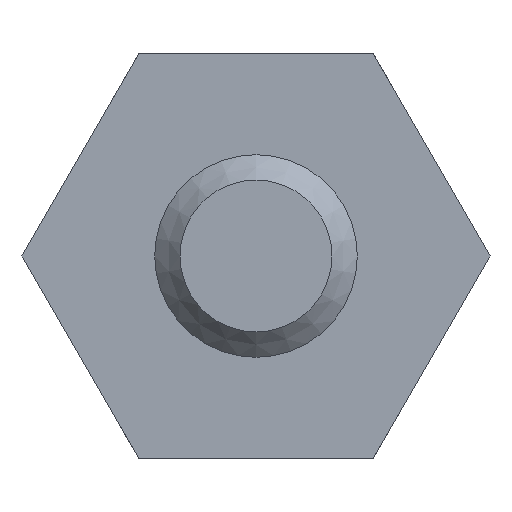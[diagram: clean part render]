
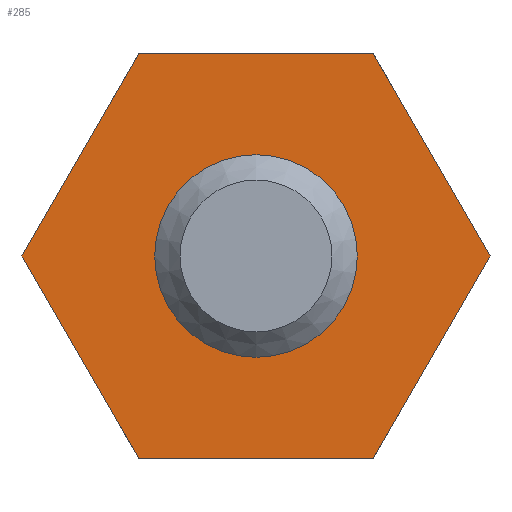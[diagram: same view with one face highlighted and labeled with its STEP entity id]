
A CAD part, left-side view. The second image highlights one B-rep face of the part: STEP entity #285.
In plain terms, the highlighted planar face has unit normal (-1, 0, 0).
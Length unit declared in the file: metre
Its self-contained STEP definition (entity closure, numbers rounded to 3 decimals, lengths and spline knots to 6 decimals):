
#34=CIRCLE('',#322,0.003175);
#38=LINE('',#419,#56);
#42=LINE('',#451,#60);
#44=LINE('',#463,#62);
#47=LINE('',#485,#65);
#51=LINE('',#517,#69);
#53=LINE('',#529,#71);
#56=VECTOR('',#339,1.);
#60=VECTOR('',#345,1.);
#62=VECTOR('',#349,1.);
#65=VECTOR('',#354,1.);
#69=VECTOR('',#360,1.);
#71=VECTOR('',#364,1.);
#121=ORIENTED_EDGE('',*,*,#187,.T.);
#122=ORIENTED_EDGE('',*,*,#153,.F.);
#123=ORIENTED_EDGE('',*,*,#178,.F.);
#124=ORIENTED_EDGE('',*,*,#175,.F.);
#125=ORIENTED_EDGE('',*,*,#168,.F.);
#126=ORIENTED_EDGE('',*,*,#163,.F.);
#127=ORIENTED_EDGE('',*,*,#160,.F.);
#153=EDGE_CURVE('',#192,#193,#38,.T.);
#160=EDGE_CURVE('',#193,#199,#42,.T.);
#163=EDGE_CURVE('',#199,#201,#44,.T.);
#168=EDGE_CURVE('',#201,#205,#47,.T.);
#175=EDGE_CURVE('',#205,#211,#51,.T.);
#178=EDGE_CURVE('',#211,#192,#53,.T.);
#187=EDGE_CURVE('',#214,#214,#34,.T.);
#192=VERTEX_POINT('',#418);
#193=VERTEX_POINT('',#420);
#199=VERTEX_POINT('',#452);
#201=VERTEX_POINT('',#464);
#205=VERTEX_POINT('',#486);
#211=VERTEX_POINT('',#518);
#214=VERTEX_POINT('',#548);
#236=EDGE_LOOP('',(#121));
#237=EDGE_LOOP('',(#122,#123,#124,#125,#126,#127));
#256=FACE_BOUND('',#236,.T.);
#257=FACE_BOUND('',#237,.T.);
#276=PLANE('',#321);
#285=ADVANCED_FACE('',(#256,#257),#276,.F.);
#321=AXIS2_PLACEMENT_3D('',#546,#380,#381);
#322=AXIS2_PLACEMENT_3D('',#547,#382,#383);
#339=DIRECTION('',(0.,-0.5,0.866));
#345=DIRECTION('',(0.,-1.,0.));
#349=DIRECTION('',(0.,-0.5,-0.866));
#354=DIRECTION('',(0.,0.5,-0.866));
#360=DIRECTION('',(0.,1.,0.));
#364=DIRECTION('',(0.,0.5,0.866));
#380=DIRECTION('',(1.,0.,0.));
#381=DIRECTION('',(0.,-1.,0.));
#382=DIRECTION('',(1.,0.,0.));
#383=DIRECTION('',(0.,0.,1.));
#418=CARTESIAN_POINT('',(-0.625042,-0.689227,-0.796466));
#419=CARTESIAN_POINT('',(-0.625042,-0.69106,-0.793291));
#420=CARTESIAN_POINT('',(-0.625042,-0.692893,-0.790116));
#451=CARTESIAN_POINT('',(-0.625042,-0.696559,-0.790116));
#452=CARTESIAN_POINT('',(-0.625042,-0.700225,-0.790116));
#463=CARTESIAN_POINT('',(-0.625042,-0.702058,-0.793291));
#464=CARTESIAN_POINT('',(-0.625042,-0.703891,-0.796466));
#485=CARTESIAN_POINT('',(-0.625042,-0.702058,-0.799641));
#486=CARTESIAN_POINT('',(-0.625042,-0.700225,-0.802816));
#517=CARTESIAN_POINT('',(-0.625042,-0.696559,-0.802816));
#518=CARTESIAN_POINT('',(-0.625042,-0.692893,-0.802816));
#529=CARTESIAN_POINT('',(-0.625042,-0.69106,-0.799641));
#546=CARTESIAN_POINT('',(-0.625042,-0.696559,-0.530708));
#547=CARTESIAN_POINT('',(-0.625042,-0.696559,-0.796466));
#548=CARTESIAN_POINT('',(-0.625042,-0.696559,-0.793291));
